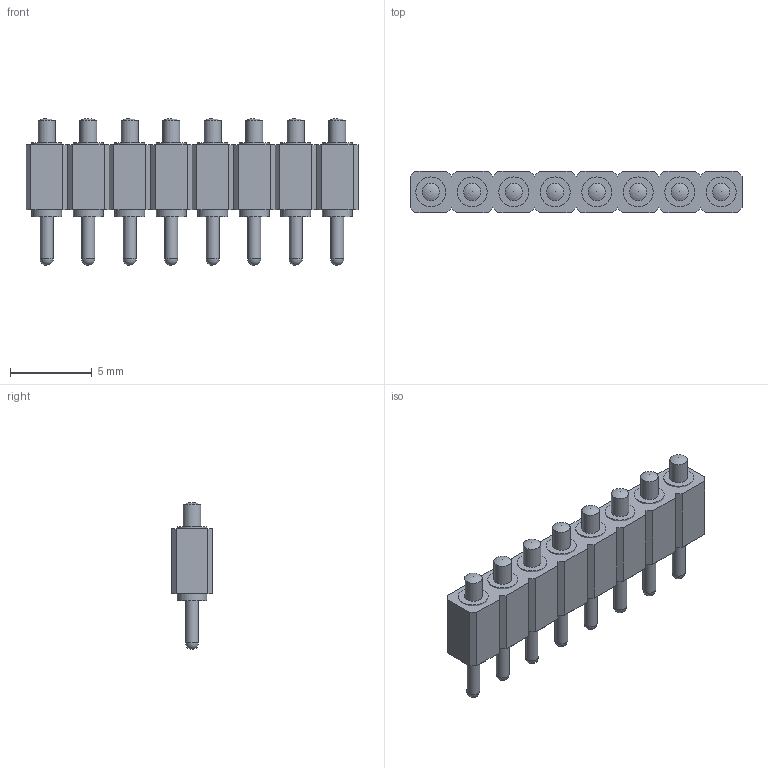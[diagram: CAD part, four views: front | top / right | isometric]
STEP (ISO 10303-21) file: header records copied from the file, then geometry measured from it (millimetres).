
FILE_DESCRIPTION(/* description */ (''),/* implementation_level */ '2;1');
FILE_NAME(/* name */ '811-S1-008-10-014.step',/* time_stamp */ '2021-01-08T11:06:11+00:00',/* author */ (''),/* organization */ (''),/* preprocessor_version */ 'ST-DEVELOPER v18.1',/* originating_system */ 'Autodesk Translation Framework v9.7.1.1290',/* authorisation */ '');
FILE_SCHEMA (('AUTOMOTIVE_DESIGN { 1 0 10303 214 3 1 1 }'));
Length unit declared in the file: millimetre
Products named in the file (1): 811-S1-008-10-014
Bounding box: 20.32 x 2.54 x 9 mm (x, y, z)
Volume: 317.2 mm3; surface area: 636.6 mm2
Topology: 9 solids, 9 shells, 108 faces, 254 edges, 164 vertices
Faces by surface type: plane 68, cylinder 24, sphere 16
Full cylindrical faces by diameter (mm): 0.8 x8, 1.07 x8, 1.83 x8
Entity records: 3033 total; most frequent: DIRECTION 520, CARTESIAN_POINT 511, ORIENTED_EDGE 476, EDGE_CURVE 238, LINE 174, VECTOR 174, AXIS2_PLACEMENT_3D 173, VERTEX_POINT 164
